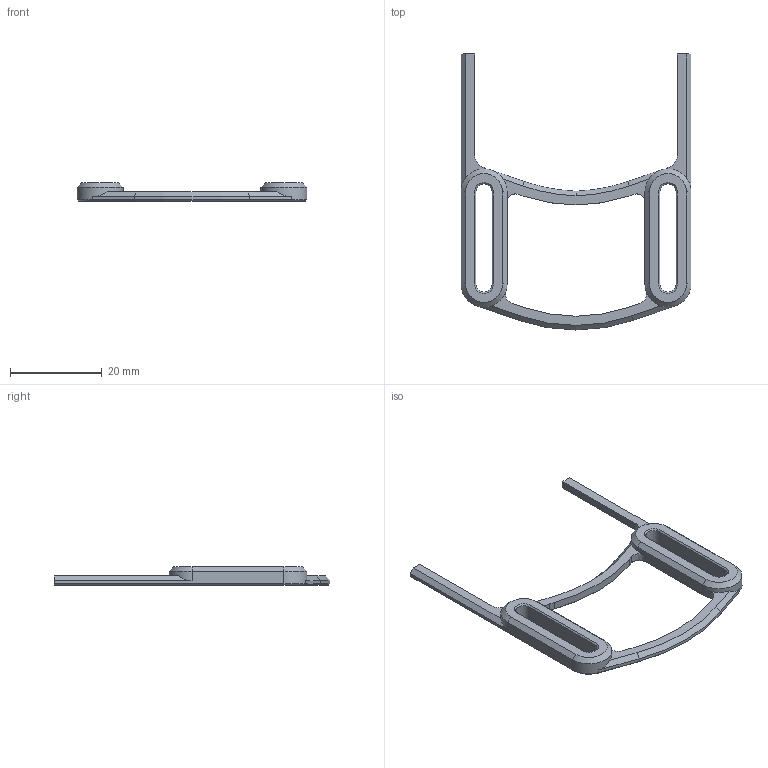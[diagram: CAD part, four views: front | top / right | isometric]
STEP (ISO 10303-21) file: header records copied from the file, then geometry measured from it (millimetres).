
FILE_DESCRIPTION(('STEP AP242'), '1');
FILE_NAME('Âåðõíÿÿ-Ïàëóáà', '', ('UNSPECIFIED'), ('UNSPECIFIED'), 'C3D Converter', 'C3D Toolkit', '');
FILE_SCHEMA(('AP242_MANAGED_MODEL_BASED_3D_ENGINEERING_MIM_LF { 1 0 10303 442 1 1 4 }'));
Length unit declared in the file: millimetre
Bounding box: 50 x 60 x 4 mm (x, y, z)
Volume: 2193 mm3; surface area: 2717 mm2
Topology: 1 solids, 1 shells, 116 faces, 289 edges, 174 vertices
Faces by surface type: plane 67, cone 28, cylinder 17, bspline 4
Entity records: 3785 total; most frequent: CARTESIAN_POINT 1006, ORIENTED_EDGE 578, DIRECTION 563, EDGE_CURVE 289, LINE 197, VECTOR 197, AXIS2_PLACEMENT_3D 183, VERTEX_POINT 174
